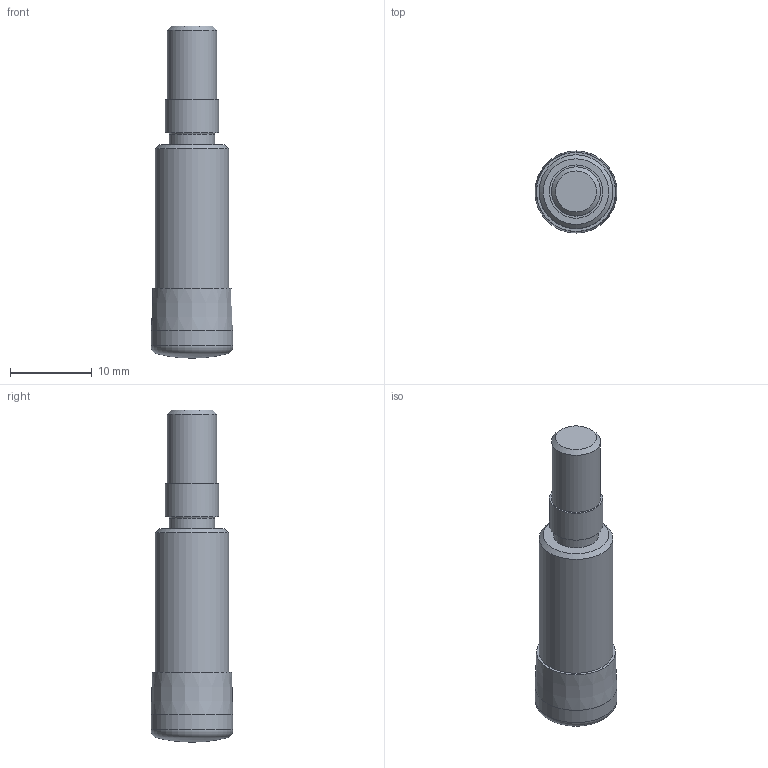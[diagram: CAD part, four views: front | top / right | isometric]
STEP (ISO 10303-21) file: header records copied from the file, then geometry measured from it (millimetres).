
FILE_DESCRIPTION(/* description */ (''),/* implementation_level */ '2;1');
FILE_NAME(/* name */ '7820091_7801490.stp',/* time_stamp */ '2020-01-22T15:39:33+09:00',/* author */ (''),/* organization */ (''),/* preprocessor_version */ 'ST-DEVELOPER v16.7',/* originating_system */ 'SIEMENS PLM Software NX 12.0',/* authorisation */ '');
FILE_SCHEMA (('AUTOMOTIVE_DESIGN { 1 0 10303 214 3 1 1 1 }'));
Length unit declared in the file: millimetre
Products named in the file (3): NOCUT_7820091_7801490; CUT_7820091_7801490; 7820091_7801490
Assembly tree (2 placements, depth 2):
  7820091_7801490
    CUT_7820091_7801490
    NOCUT_7820091_7801490
Bounding box: 10 x 10 x 40.5 mm (x, y, z)
Volume: 2153.3 mm3; surface area: 1289.7 mm2
Topology: 2 solids, 2 shells, 18 faces, 49 edges, 70 vertices
Faces by surface type: plane 7, cylinder 5, cone 3, torus 2, bspline 1
Full cylindrical faces by diameter (mm): 5.5 x1, 6 x1, 6.5 x1, 9 x1, 10 x1
Entity records: 746 total; most frequent: CARTESIAN_POINT 116, DIRECTION 110, AXIS2_PLACEMENT_3D 48, STYLED_ITEM 38, PRESENTATION_STYLE_ASSIGNMENT 38, EDGE_LOOP 32, ORIENTED_EDGE 32, FACE_BOUND 28
